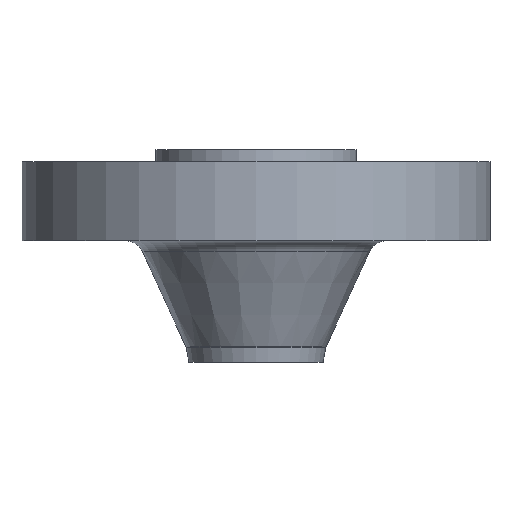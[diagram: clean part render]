
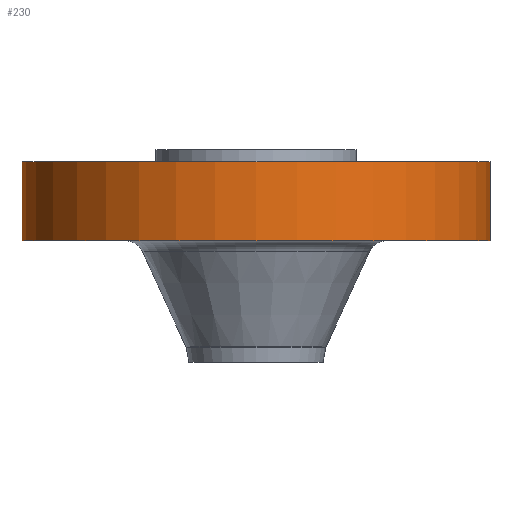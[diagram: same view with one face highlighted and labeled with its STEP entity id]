
A CAD part, front view. The second image highlights one B-rep face of the part: STEP entity #230.
In plain terms, the highlighted cylindrical face has radius 122.237 mm (diameter 244.475 mm), a partial arc.
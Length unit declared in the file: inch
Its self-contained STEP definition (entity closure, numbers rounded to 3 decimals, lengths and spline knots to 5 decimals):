
#13 = EDGE_CURVE ( 'NONE', #131, #885, #1017, .T. ) ;
#46 = EDGE_CURVE ( 'NONE', #131, #618, #470, .T. ) ;
#71 = CYLINDRICAL_SURFACE ( 'NONE', #1000, 4.8125 ) ;
#91 = ORIENTED_EDGE ( 'NONE', *, *, #814, .T. ) ;
#131 = VERTEX_POINT ( 'NONE', #1002 ) ;
#133 = DIRECTION ( 'NONE',  ( 0., 0., 1. ) ) ;
#188 = VECTOR ( 'NONE', #306, 39.37008 ) ;
#230 = ADVANCED_FACE ( 'NONE', ( #936 ), #71, .T. ) ;
#302 = CARTESIAN_POINT ( 'NONE',  ( 4.8125, 0., -0.25 ) ) ;
#306 = DIRECTION ( 'NONE',  ( 0., 0., 1. ) ) ;
#470 = LINE ( 'NONE', #989, #188 ) ;
#489 = CARTESIAN_POINT ( 'NONE',  ( 4.8125, 0., 0. ) ) ;
#490 = DIRECTION ( 'NONE',  ( 1., 0., 0. ) ) ;
#508 = LINE ( 'NONE', #489, #595 ) ;
#543 = AXIS2_PLACEMENT_3D ( 'NONE', #1101, #746, #1084 ) ;
#551 = CARTESIAN_POINT ( 'NONE',  ( -4.8125, 0., -0.25 ) ) ;
#595 = VECTOR ( 'NONE', #834, 39.37008 ) ;
#618 = VERTEX_POINT ( 'NONE', #551 ) ;
#626 = VERTEX_POINT ( 'NONE', #302 ) ;
#636 = CIRCLE ( 'NONE', #938, 4.8125 ) ;
#696 = CARTESIAN_POINT ( 'NONE',  ( 0., 0., -0.25 ) ) ;
#726 = ORIENTED_EDGE ( 'NONE', *, *, #46, .F. ) ;
#746 = DIRECTION ( 'NONE',  ( 0., 0., 1. ) ) ;
#769 = CARTESIAN_POINT ( 'NONE',  ( 0., 0., 0. ) ) ;
#772 = DIRECTION ( 'NONE',  ( 0., 0., 1. ) ) ;
#814 = EDGE_CURVE ( 'NONE', #885, #626, #508, .T. ) ;
#832 = EDGE_CURVE ( 'NONE', #618, #626, #636, .T. ) ;
#834 = DIRECTION ( 'NONE',  ( 0., 0., 1. ) ) ;
#859 = DIRECTION ( 'NONE',  ( 1., 0., 0. ) ) ;
#882 = ORIENTED_EDGE ( 'NONE', *, *, #832, .F. ) ;
#883 = ORIENTED_EDGE ( 'NONE', *, *, #13, .T. ) ;
#885 = VERTEX_POINT ( 'NONE', #1137 ) ;
#900 = EDGE_LOOP ( 'NONE', ( #726, #883, #91, #882 ) ) ;
#936 = FACE_OUTER_BOUND ( 'NONE', #900, .T. ) ;
#938 = AXIS2_PLACEMENT_3D ( 'NONE', #696, #772, #859 ) ;
#989 = CARTESIAN_POINT ( 'NONE',  ( -4.8125, 0., 0. ) ) ;
#1000 = AXIS2_PLACEMENT_3D ( 'NONE', #769, #133, #490 ) ;
#1002 = CARTESIAN_POINT ( 'NONE',  ( -4.8125, 0., -1.875 ) ) ;
#1017 = CIRCLE ( 'NONE', #543, 4.8125 ) ;
#1084 = DIRECTION ( 'NONE',  ( 1., 0., 0. ) ) ;
#1101 = CARTESIAN_POINT ( 'NONE',  ( 0., 0., -1.875 ) ) ;
#1137 = CARTESIAN_POINT ( 'NONE',  ( 4.8125, 0., -1.875 ) ) ;
